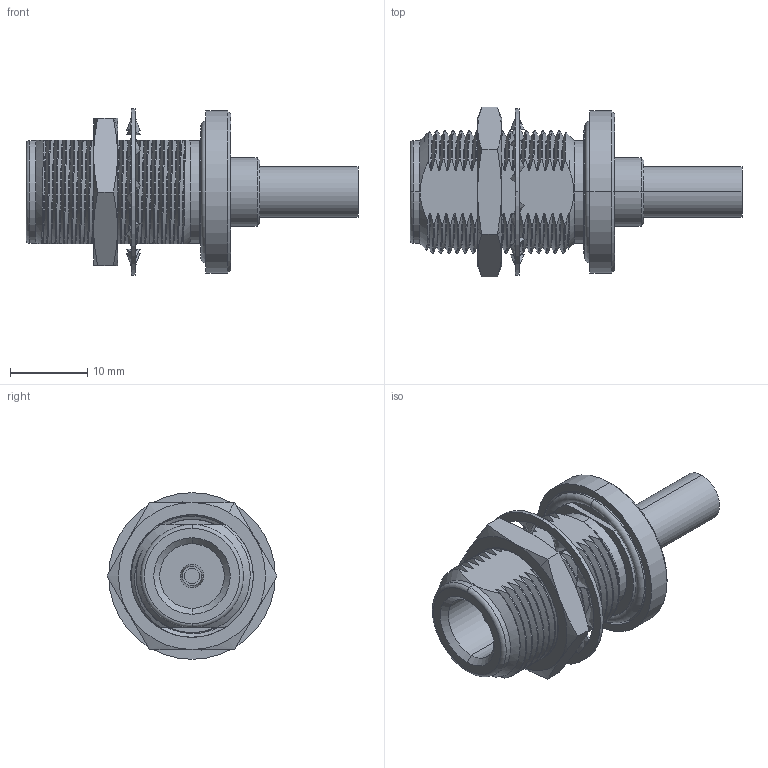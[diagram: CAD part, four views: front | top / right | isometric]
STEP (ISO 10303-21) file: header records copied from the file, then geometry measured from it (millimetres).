
FILE_DESCRIPTION (( 'STEP AP203' ), '1' );
FILE_NAME ('PE4371.step', '2018-06-12T21:20:17', ( '' ), ( '' ), 'SwSTEP 2.0', 'SolidWorks 2017', '' );
FILE_SCHEMA (( 'CONFIG_CONTROL_DESIGN' ));
Products named in the file (1): PE4371
Bounding box: 43.01 x 22 x 21.59 mm (x, y, z)
Volume: 5301.6 mm3; surface area: 5083.6 mm2
Topology: 6 solids, 6 shells, 1147 faces, 2707 edges, 1578 vertices
Faces by surface type: bspline 771, cylinder 232, plane 99, cone 39, torus 6
Entity records: 112706 total; most frequent: CARTESIAN_POINT 95213, ORIENTED_EDGE 5414, EDGE_CURVE 2707, VERTEX_POINT 1578, DIRECTION 1453, EDGE_LOOP 1165, ADVANCED_FACE 1147, FACE_OUTER_BOUND 1147
